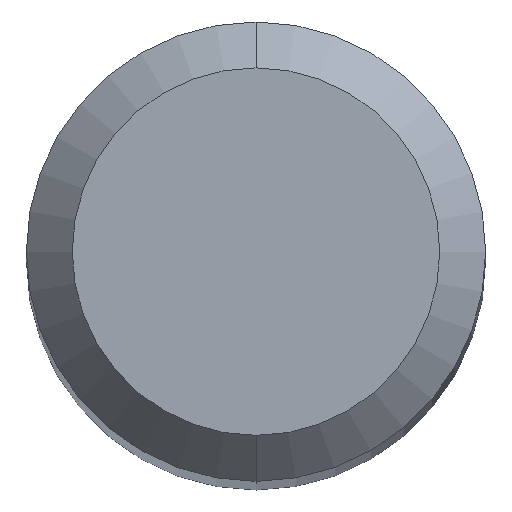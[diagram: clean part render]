
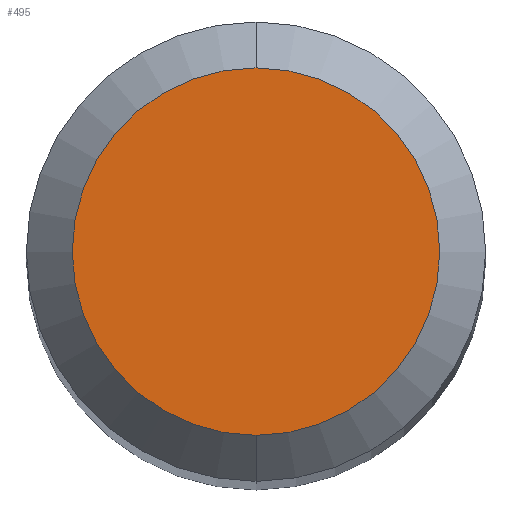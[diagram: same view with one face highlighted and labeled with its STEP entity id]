
A CAD part, top view. The second image highlights one B-rep face of the part: STEP entity #495.
In plain terms, the highlighted planar face has unit normal (0, 0, 1).
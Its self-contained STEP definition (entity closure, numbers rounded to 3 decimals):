
#495=ADVANCED_FACE('',(#1168),#1169,.T.);
#571=EDGE_CURVE('',#653,#625,#1255,.T.);
#579=EDGE_CURVE('',#625,#653,#1263,.T.);
#625=VERTEX_POINT('',#1312);
#653=VERTEX_POINT('',#1341);
#1168=FACE_OUTER_BOUND('',#2806,.T.);
#1169=PLANE('',#2807);
#1255=CIRCLE('',#3095,1.2);
#1263=CIRCLE('',#3126,1.2);
#1312=CARTESIAN_POINT('',(0.,-1.2,0.0));
#1341=CARTESIAN_POINT('',(0.0,1.2,0.0));
#2806=EDGE_LOOP('',(#6120,#6121));
#2807=AXIS2_PLACEMENT_3D('',#6122,#6123,#6124);
#3095=AXIS2_PLACEMENT_3D('',#6246,#6247,#6248);
#3126=AXIS2_PLACEMENT_3D('',#6250,#6251,#6252);
#6120=ORIENTED_EDGE('',*,*,#571,.F.);
#6121=ORIENTED_EDGE('',*,*,#579,.F.);
#6122=CARTESIAN_POINT('',(0.0,0.6,0.0));
#6123=DIRECTION('',(-0.0,0.0,1.0));
#6124=DIRECTION('',(0.0,-1.0,0.0));
#6246=CARTESIAN_POINT('',(0.0,0.0,0.0));
#6247=DIRECTION('',(0.0,0.0,-1.0));
#6248=DIRECTION('',(0.0,1.0,0.0));
#6250=CARTESIAN_POINT('',(0.0,0.0,0.0));
#6251=DIRECTION('',(0.0,0.0,-1.0));
#6252=DIRECTION('',(0.0,1.0,0.0));
